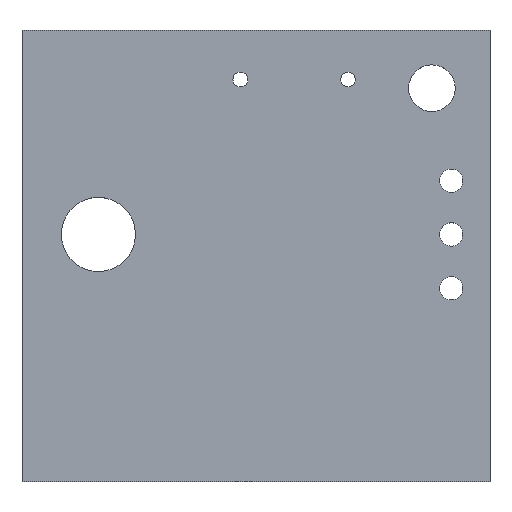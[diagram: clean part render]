
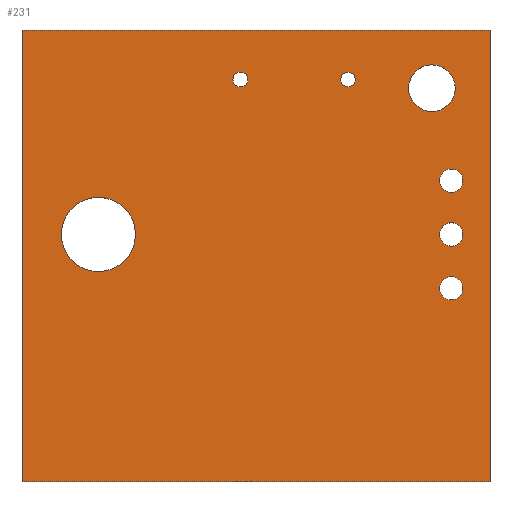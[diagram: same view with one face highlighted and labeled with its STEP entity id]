
A CAD part, top view. The second image highlights one B-rep face of the part: STEP entity #231.
In plain terms, the highlighted planar face has unit normal (0, 0, 1).
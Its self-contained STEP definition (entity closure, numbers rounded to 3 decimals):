
#42 = VERTEX_POINT('',#43);
#43 = CARTESIAN_POINT('',(143.866,-81.128,1.6));
#49 = EDGE_CURVE('',#42,#50,#52,.T.);
#50 = VERTEX_POINT('',#51);
#51 = CARTESIAN_POINT('',(121.768,-81.128,1.6));
#52 = LINE('',#53,#54);
#53 = CARTESIAN_POINT('',(143.866,-81.128,1.6));
#54 = VECTOR('',#55,1.);
#55 = DIRECTION('',(-1.,0.,0.));
#82 = VERTEX_POINT('',#83);
#83 = CARTESIAN_POINT('',(143.866,-59.792,1.6));
#89 = EDGE_CURVE('',#82,#42,#90,.T.);
#90 = LINE('',#91,#92);
#91 = CARTESIAN_POINT('',(143.866,-59.792,1.6));
#92 = VECTOR('',#93,1.);
#93 = DIRECTION('',(0.,-1.,0.));
#111 = EDGE_CURVE('',#50,#112,#114,.T.);
#112 = VERTEX_POINT('',#113);
#113 = CARTESIAN_POINT('',(121.768,-59.792,1.6));
#114 = LINE('',#115,#116);
#115 = CARTESIAN_POINT('',(121.768,-81.128,1.6));
#116 = VECTOR('',#117,1.);
#117 = DIRECTION('',(0.,1.,0.));
#231 = ADVANCED_FACE('',(#232,#243,#254,#265,#276,#287,#298,#309),#320,
  .F.);
#232 = FACE_BOUND('',#233,.F.);
#233 = EDGE_LOOP('',(#234,#235,#236,#242));
#234 = ORIENTED_EDGE('',*,*,#49,.T.);
#235 = ORIENTED_EDGE('',*,*,#111,.T.);
#236 = ORIENTED_EDGE('',*,*,#237,.T.);
#237 = EDGE_CURVE('',#112,#82,#238,.T.);
#238 = LINE('',#239,#240);
#239 = CARTESIAN_POINT('',(121.768,-59.792,1.6));
#240 = VECTOR('',#241,1.);
#241 = DIRECTION('',(1.,0.,0.));
#242 = ORIENTED_EDGE('',*,*,#89,.T.);
#243 = FACE_BOUND('',#244,.F.);
#244 = EDGE_LOOP('',(#245));
#245 = ORIENTED_EDGE('',*,*,#246,.F.);
#246 = EDGE_CURVE('',#247,#247,#249,.T.);
#247 = VERTEX_POINT('',#248);
#248 = CARTESIAN_POINT('',(142.034,-72.534,1.6));
#249 = CIRCLE('',#250,0.55);
#250 = AXIS2_PLACEMENT_3D('',#251,#252,#253);
#251 = CARTESIAN_POINT('',(142.034,-71.984,1.6));
#252 = DIRECTION('',(-0.,0.,-1.));
#253 = DIRECTION('',(-0.,-1.,0.));
#254 = FACE_BOUND('',#255,.F.);
#255 = EDGE_LOOP('',(#256));
#256 = ORIENTED_EDGE('',*,*,#257,.F.);
#257 = EDGE_CURVE('',#258,#258,#260,.T.);
#258 = VERTEX_POINT('',#259);
#259 = CARTESIAN_POINT('',(142.034,-69.994,1.6));
#260 = CIRCLE('',#261,0.55);
#261 = AXIS2_PLACEMENT_3D('',#262,#263,#264);
#262 = CARTESIAN_POINT('',(142.034,-69.444,1.6));
#263 = DIRECTION('',(-0.,0.,-1.));
#264 = DIRECTION('',(-0.,-1.,0.));
#265 = FACE_BOUND('',#266,.F.);
#266 = EDGE_LOOP('',(#267));
#267 = ORIENTED_EDGE('',*,*,#268,.F.);
#268 = EDGE_CURVE('',#269,#269,#271,.T.);
#269 = VERTEX_POINT('',#270);
#270 = CARTESIAN_POINT('',(125.374,-71.194,1.6));
#271 = CIRCLE('',#272,1.75);
#272 = AXIS2_PLACEMENT_3D('',#273,#274,#275);
#273 = CARTESIAN_POINT('',(125.374,-69.444,1.6));
#274 = DIRECTION('',(-0.,0.,-1.));
#275 = DIRECTION('',(-0.,-1.,0.));
#276 = FACE_BOUND('',#277,.F.);
#277 = EDGE_LOOP('',(#278));
#278 = ORIENTED_EDGE('',*,*,#279,.F.);
#279 = EDGE_CURVE('',#280,#280,#282,.T.);
#280 = VERTEX_POINT('',#281);
#281 = CARTESIAN_POINT('',(142.034,-67.454,1.6));
#282 = CIRCLE('',#283,0.55);
#283 = AXIS2_PLACEMENT_3D('',#284,#285,#286);
#284 = CARTESIAN_POINT('',(142.034,-66.904,1.6));
#285 = DIRECTION('',(-0.,0.,-1.));
#286 = DIRECTION('',(-0.,-1.,0.));
#287 = FACE_BOUND('',#288,.F.);
#288 = EDGE_LOOP('',(#289));
#289 = ORIENTED_EDGE('',*,*,#290,.F.);
#290 = EDGE_CURVE('',#291,#291,#293,.T.);
#291 = VERTEX_POINT('',#292);
#292 = CARTESIAN_POINT('',(141.122,-63.635,1.6));
#293 = CIRCLE('',#294,1.1);
#294 = AXIS2_PLACEMENT_3D('',#295,#296,#297);
#295 = CARTESIAN_POINT('',(141.122,-62.535,1.6));
#296 = DIRECTION('',(-0.,0.,-1.));
#297 = DIRECTION('',(-0.,-1.,0.));
#298 = FACE_BOUND('',#299,.F.);
#299 = EDGE_LOOP('',(#300));
#300 = ORIENTED_EDGE('',*,*,#301,.F.);
#301 = EDGE_CURVE('',#302,#302,#304,.T.);
#302 = VERTEX_POINT('',#303);
#303 = CARTESIAN_POINT('',(137.16,-62.478,1.6));
#304 = CIRCLE('',#305,0.35);
#305 = AXIS2_PLACEMENT_3D('',#306,#307,#308);
#306 = CARTESIAN_POINT('',(137.16,-62.128,1.6));
#307 = DIRECTION('',(-0.,0.,-1.));
#308 = DIRECTION('',(-0.,-1.,0.));
#309 = FACE_BOUND('',#310,.F.);
#310 = EDGE_LOOP('',(#311));
#311 = ORIENTED_EDGE('',*,*,#312,.F.);
#312 = EDGE_CURVE('',#313,#313,#315,.T.);
#313 = VERTEX_POINT('',#314);
#314 = CARTESIAN_POINT('',(132.08,-62.478,1.6));
#315 = CIRCLE('',#316,0.35);
#316 = AXIS2_PLACEMENT_3D('',#317,#318,#319);
#317 = CARTESIAN_POINT('',(132.08,-62.128,1.6));
#318 = DIRECTION('',(-0.,0.,-1.));
#319 = DIRECTION('',(0.,-1.,-0.));
#320 = PLANE('',#321);
#321 = AXIS2_PLACEMENT_3D('',#322,#323,#324);
#322 = CARTESIAN_POINT('',(132.817,-70.46,1.6));
#323 = DIRECTION('',(-0.,-0.,-1.));
#324 = DIRECTION('',(-1.,0.,0.));
